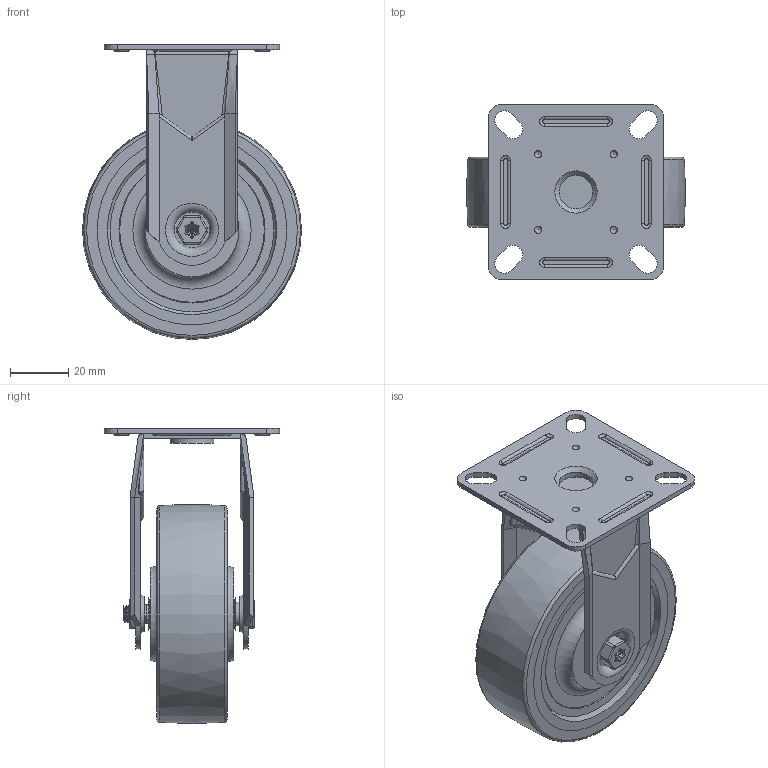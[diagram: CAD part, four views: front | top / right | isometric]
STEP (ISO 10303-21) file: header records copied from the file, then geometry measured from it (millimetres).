
FILE_DESCRIPTION(/* description */ ('','CAx-IF Rec.Pracs.---Representation and Presentation of Product Manufacturing Information (PMI)---4.0---2014-10-13'),/* implementation_level */ '2;1');
FILE_NAME(/* name */ 'BZRAF75VGRBJ.step',/* time_stamp */ '2025-03-03T11:25:54Z',/* author */ (''),/* organization */ (''),/* preprocessor_version */ 'ST-DEVELOPER v20',/* originating_system */ 'Autodesk Translation Framework v13.20.0.188',/* authorisation */ '');
FILE_SCHEMA (('AP242_MANAGED_MODEL_BASED_3D_ENGINEERING_MIM_LF { 1 0 10303 442 1 1 4 }'));
Length unit declared in the file: millimetre
Products named in the file (19): BZRAF75VGRBJ; BZRAF75AS v1; ZINC PLATED PRESSED STEEL TOP PLATE; ZINC PLATED PRESSED STEEL FORKS; BZL75WVGRBJM6 v1; BEARING608RS; BALL BEARINGS; Component2; OUTTER; INNER; MIDDLE; RUBBER; THERMMOPLASTIC RUBBER TYRE; POLYPROPYLENE RIM; CAP; BOLTBZRA6MM v2; ZINC PLATED AXLE BOLT; NM6GR8HALFGR8 v1; ZINC PLATED LOCKING NUT
Assembly tree (24 placements, depth 5):
  BZRAF75VGRBJ
    BZRAF75AS v1
      ZINC PLATED PRESSED STEEL TOP PLATE
      ZINC PLATED PRESSED STEEL FORKS
    BZL75WVGRBJM6 v1
      BEARING608RS
        BALL BEARINGS
          Component2  x6
        OUTTER
        INNER
        MIDDLE
        RUBBER
      THERMMOPLASTIC RUBBER TYRE
      POLYPROPYLENE RIM
      CAP  x2
    BOLTBZRA6MM v2
      ZINC PLATED AXLE BOLT
    NM6GR8HALFGR8 v1
      ZINC PLATED LOCKING NUT
Bounding box: 75 x 60 x 101 mm (x, y, z)
Volume: 86890.4 mm3; surface area: 67141.5 mm2
Topology: 19 solids, 19 shells, 482 faces, 1147 edges, 735 vertices
Faces by surface type: cylinder 163, plane 152, bspline 69, torus 57, sphere 24, cone 17
Full cylindrical faces by diameter (mm): 4.744 x2, 5.884 x4, 6 x2, 6.2 x3, 8 x4, 8.2 x1, 9.875 x1, 10 x2, 10.55 x4, 11.2 x2, 11.5 x1, 11.6 x2, 12 x2, 12.738 x1, 14 x2, 15 x1, 16 x2, 18.3 x2, 18.317 x1, 18.7 x2, 19.2 x4, 19.875 x1, 22 x2, 30.75 x2, 52 x2, 56 x2, 58 x2, 65 x2
Entity records: 31026 total; most frequent: CARTESIAN_POINT 19861, DIRECTION 2272, ORIENTED_EDGE 2188, EDGE_CURVE 1094, AXIS2_PLACEMENT_3D 965, VERTEX_POINT 705, EDGE_LOOP 543, CIRCLE 495
